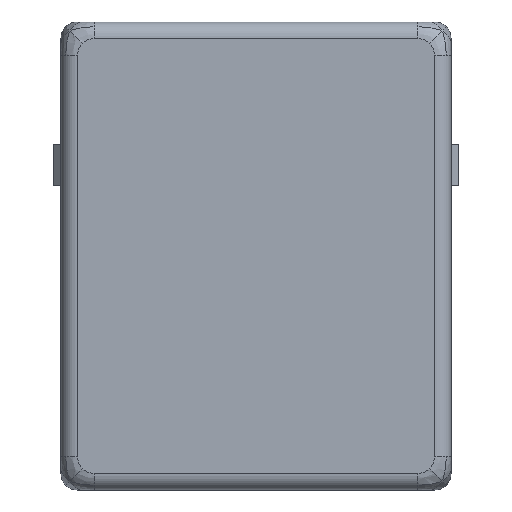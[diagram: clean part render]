
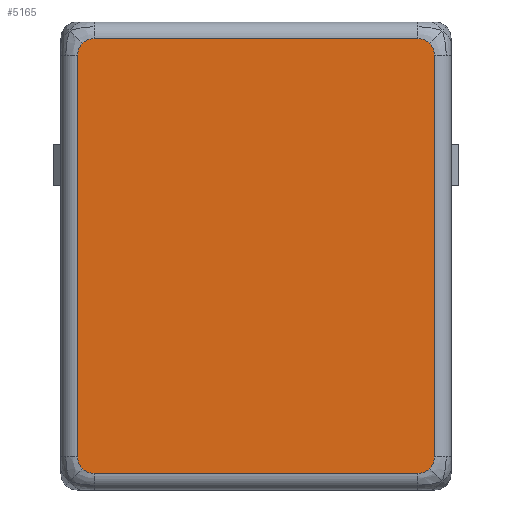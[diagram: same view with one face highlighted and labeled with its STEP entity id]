
A CAD part, front view. The second image highlights one B-rep face of the part: STEP entity #5165.
In plain terms, the highlighted planar face has unit normal (0, -1, 0).
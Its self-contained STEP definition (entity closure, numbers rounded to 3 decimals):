
#304=PLANE('',#5681);
#570=FACE_OUTER_BOUND('',#875,.T.);
#875=EDGE_LOOP('',(#4396,#4397,#4398,#4399,#4400,#4401,#4402,#4403,#4404,
#4405,#4406,#4407));
#1226=LINE('',#10510,#1651);
#1227=LINE('',#10512,#1652);
#1228=LINE('',#10514,#1653);
#1230=LINE('',#10517,#1655);
#1651=VECTOR('',#6835,10.);
#1652=VECTOR('',#6838,10.);
#1653=VECTOR('',#6841,10.);
#1655=VECTOR('',#6845,10.);
#1960=CIRCLE('',#5564,2.);
#1966=CIRCLE('',#5570,2.);
#1969=CIRCLE('',#5573,2.);
#1976=CIRCLE('',#5580,2.);
#1979=CIRCLE('',#5583,2.);
#1990=CIRCLE('',#5594,2.);
#2026=CIRCLE('',#5668,2.);
#2031=CIRCLE('',#5674,2.);
#2317=VERTEX_POINT('',#9303);
#2318=VERTEX_POINT('',#9310);
#2325=VERTEX_POINT('',#9449);
#2326=VERTEX_POINT('',#9456);
#2328=VERTEX_POINT('',#9502);
#2337=VERTEX_POINT('',#9687);
#2338=VERTEX_POINT('',#9694);
#2340=VERTEX_POINT('',#9740);
#2353=VERTEX_POINT('',#10017);
#2354=VERTEX_POINT('',#10024);
#2432=VERTEX_POINT('',#10384);
#2434=VERTEX_POINT('',#10502);
#2938=EDGE_CURVE('',#2317,#2318,#1960,.T.);
#2948=EDGE_CURVE('',#2325,#2326,#1966,.T.);
#2952=EDGE_CURVE('',#2328,#2325,#1969,.T.);
#2964=EDGE_CURVE('',#2337,#2338,#1976,.T.);
#2968=EDGE_CURVE('',#2340,#2337,#1979,.T.);
#2986=EDGE_CURVE('',#2353,#2354,#1990,.T.);
#3107=EDGE_CURVE('',#2432,#2353,#2026,.T.);
#3114=EDGE_CURVE('',#2434,#2317,#2031,.T.);
#3117=EDGE_CURVE('',#2338,#2434,#1226,.T.);
#3118=EDGE_CURVE('',#2318,#2328,#1227,.T.);
#3119=EDGE_CURVE('',#2326,#2432,#1228,.T.);
#3121=EDGE_CURVE('',#2354,#2340,#1230,.T.);
#4396=ORIENTED_EDGE('',*,*,#3114,.F.);
#4397=ORIENTED_EDGE('',*,*,#3117,.F.);
#4398=ORIENTED_EDGE('',*,*,#2964,.F.);
#4399=ORIENTED_EDGE('',*,*,#2968,.F.);
#4400=ORIENTED_EDGE('',*,*,#3121,.F.);
#4401=ORIENTED_EDGE('',*,*,#2986,.F.);
#4402=ORIENTED_EDGE('',*,*,#3107,.F.);
#4403=ORIENTED_EDGE('',*,*,#3119,.F.);
#4404=ORIENTED_EDGE('',*,*,#2948,.F.);
#4405=ORIENTED_EDGE('',*,*,#2952,.F.);
#4406=ORIENTED_EDGE('',*,*,#3118,.F.);
#4407=ORIENTED_EDGE('',*,*,#2938,.F.);
#5165=ADVANCED_FACE('',(#570),#304,.T.);
#5564=AXIS2_PLACEMENT_3D('',#9311,#6530,#6531);
#5570=AXIS2_PLACEMENT_3D('',#9457,#6542,#6543);
#5573=AXIS2_PLACEMENT_3D('',#9504,#6548,#6549);
#5580=AXIS2_PLACEMENT_3D('',#9695,#6562,#6563);
#5583=AXIS2_PLACEMENT_3D('',#9742,#6568,#6569);
#5594=AXIS2_PLACEMENT_3D('',#10025,#6590,#6591);
#5668=AXIS2_PLACEMENT_3D('',#10386,#6811,#6812);
#5674=AXIS2_PLACEMENT_3D('',#10504,#6825,#6826);
#5681=AXIS2_PLACEMENT_3D('',#10519,#6847,#6848);
#6530=DIRECTION('center_axis',(0.,1.,0.));
#6531=DIRECTION('ref_axis',(0.707,0.,0.707));
#6542=DIRECTION('center_axis',(0.,1.,0.));
#6543=DIRECTION('ref_axis',(0.707,0.,-0.707));
#6548=DIRECTION('center_axis',(0.,1.,0.));
#6549=DIRECTION('ref_axis',(0.707,0.,-0.707));
#6562=DIRECTION('center_axis',(0.,1.,0.));
#6563=DIRECTION('ref_axis',(-0.707,0.,0.707));
#6568=DIRECTION('center_axis',(0.,1.,0.));
#6569=DIRECTION('ref_axis',(-0.707,0.,0.707));
#6590=DIRECTION('center_axis',(0.,1.,0.));
#6591=DIRECTION('ref_axis',(-0.707,0.,-0.707));
#6811=DIRECTION('center_axis',(0.,1.,0.));
#6812=DIRECTION('ref_axis',(-0.707,0.,-0.707));
#6825=DIRECTION('center_axis',(0.,1.,0.));
#6826=DIRECTION('ref_axis',(0.707,0.,0.707));
#6835=DIRECTION('',(1.,0.,0.));
#6838=DIRECTION('',(0.,0.,-1.));
#6841=DIRECTION('',(-1.,0.,0.));
#6845=DIRECTION('',(0.,0.,1.));
#6847=DIRECTION('center_axis',(0.,-1.,0.));
#6848=DIRECTION('ref_axis',(0.,0.,-1.));
#9303=CARTESIAN_POINT('',(20.975,-3.,25.686));
#9310=CARTESIAN_POINT('',(21.561,-3.,24.272));
#9311=CARTESIAN_POINT('Origin',(19.561,-3.,24.272));
#9449=CARTESIAN_POINT('',(20.975,-3.,-25.686));
#9456=CARTESIAN_POINT('',(19.561,-3.,-26.272));
#9457=CARTESIAN_POINT('Origin',(19.561,-3.,-24.272));
#9502=CARTESIAN_POINT('',(21.561,-3.,-24.272));
#9504=CARTESIAN_POINT('Origin',(19.561,-3.,-24.272));
#9687=CARTESIAN_POINT('',(-20.975,-3.,25.686));
#9694=CARTESIAN_POINT('',(-19.561,-3.,26.272));
#9695=CARTESIAN_POINT('Origin',(-19.561,-3.,24.272));
#9740=CARTESIAN_POINT('',(-21.561,-3.,24.272));
#9742=CARTESIAN_POINT('Origin',(-19.561,-3.,24.272));
#10017=CARTESIAN_POINT('',(-20.975,-3.,-25.686));
#10024=CARTESIAN_POINT('',(-21.561,-3.,-24.272));
#10025=CARTESIAN_POINT('Origin',(-19.561,-3.,-24.272));
#10384=CARTESIAN_POINT('',(-19.561,-3.,-26.272));
#10386=CARTESIAN_POINT('Origin',(-19.561,-3.,-24.272));
#10502=CARTESIAN_POINT('',(19.561,-3.,26.272));
#10504=CARTESIAN_POINT('Origin',(19.561,-3.,24.272));
#10510=CARTESIAN_POINT('',(-11.781,-3.,26.272));
#10512=CARTESIAN_POINT('',(21.561,-3.,14.136));
#10514=CARTESIAN_POINT('',(11.781,-3.,-26.272));
#10517=CARTESIAN_POINT('',(-21.561,-3.,-14.136));
#10519=CARTESIAN_POINT('Origin',(0.,-3.,0.));
